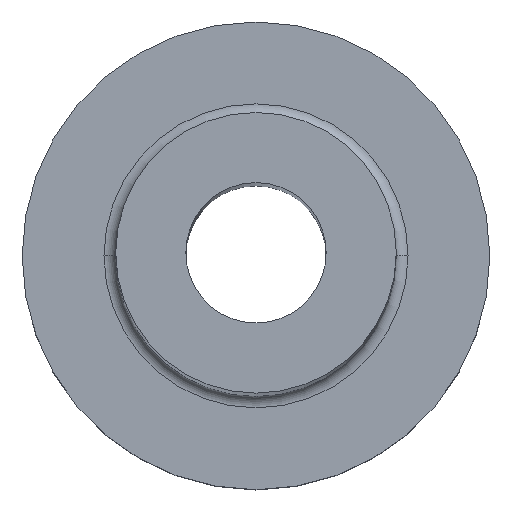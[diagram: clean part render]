
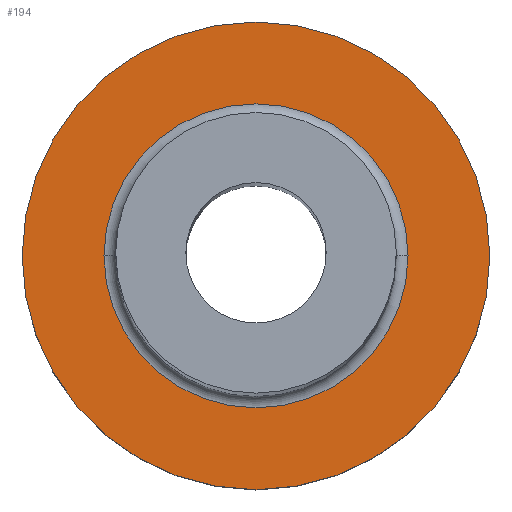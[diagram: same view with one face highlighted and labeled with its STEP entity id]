
A CAD part, top view. The second image highlights one B-rep face of the part: STEP entity #194.
In plain terms, the highlighted planar face has unit normal (0, 0, 1).
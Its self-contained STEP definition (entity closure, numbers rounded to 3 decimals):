
#1 = VERTEX_POINT ( 'NONE', #138 ) ;
#8 = FACE_OUTER_BOUND ( 'NONE', #381, .T. ) ;
#13 = AXIS2_PLACEMENT_3D ( 'NONE', #342, #110, #363 ) ;
#15 = CARTESIAN_POINT ( 'NONE',  ( 0., 0., 7. ) ) ;
#16 = VERTEX_POINT ( 'NONE', #113 ) ;
#60 = CIRCLE ( 'NONE', #161, 6.5 ) ;
#66 = VERTEX_POINT ( 'NONE', #373 ) ;
#85 = DIRECTION ( 'NONE',  ( 0., 0., 1. ) ) ;
#89 = CIRCLE ( 'NONE', #13, 10. ) ;
#98 = AXIS2_PLACEMENT_3D ( 'NONE', #250, #333, #195 ) ;
#110 = DIRECTION ( 'NONE',  ( 0., 0., 1. ) ) ;
#113 = CARTESIAN_POINT ( 'NONE',  ( -10., 0., 7. ) ) ;
#128 = CIRCLE ( 'NONE', #307, 6.5 ) ;
#132 = ORIENTED_EDGE ( 'NONE', *, *, #277, .T. ) ;
#136 = DIRECTION ( 'NONE',  ( 1., 0., 0. ) ) ;
#138 = CARTESIAN_POINT ( 'NONE',  ( 6.5, 0., 7. ) ) ;
#161 = AXIS2_PLACEMENT_3D ( 'NONE', #336, #258, #165 ) ;
#165 = DIRECTION ( 'NONE',  ( 1., 0., 0. ) ) ;
#170 = DIRECTION ( 'NONE',  ( 0., 0., -1. ) ) ;
#182 = ORIENTED_EDGE ( 'NONE', *, *, #266, .T. ) ;
#187 = CIRCLE ( 'NONE', #241, 10. ) ;
#194 = ADVANCED_FACE ( 'NONE', ( #327, #8 ), #228, .T. ) ;
#195 = DIRECTION ( 'NONE',  ( 1., 0., 0. ) ) ;
#206 = DIRECTION ( 'NONE',  ( 1., 0., 0. ) ) ;
#225 = EDGE_CURVE ( 'NONE', #16, #329, #187, .T. ) ;
#228 = PLANE ( 'NONE',  #98 ) ;
#241 = AXIS2_PLACEMENT_3D ( 'NONE', #15, #85, #206 ) ;
#250 = CARTESIAN_POINT ( 'NONE',  ( 0., 0., 7. ) ) ;
#258 = DIRECTION ( 'NONE',  ( 0., 0., -1. ) ) ;
#263 = ORIENTED_EDGE ( 'NONE', *, *, #335, .T. ) ;
#266 = EDGE_CURVE ( 'NONE', #329, #16, #89, .T. ) ;
#277 = EDGE_CURVE ( 'NONE', #1, #66, #60, .T. ) ;
#287 = CARTESIAN_POINT ( 'NONE',  ( 0., 0., 7. ) ) ;
#305 = EDGE_LOOP ( 'NONE', ( #132, #263 ) ) ;
#307 = AXIS2_PLACEMENT_3D ( 'NONE', #287, #170, #136 ) ;
#311 = CARTESIAN_POINT ( 'NONE',  ( 10., 0., 7. ) ) ;
#327 = FACE_BOUND ( 'NONE', #305, .T. ) ;
#329 = VERTEX_POINT ( 'NONE', #311 ) ;
#333 = DIRECTION ( 'NONE',  ( 0., 0., 1. ) ) ;
#335 = EDGE_CURVE ( 'NONE', #66, #1, #128, .T. ) ;
#336 = CARTESIAN_POINT ( 'NONE',  ( 0., 0., 7. ) ) ;
#342 = CARTESIAN_POINT ( 'NONE',  ( 0., 0., 7. ) ) ;
#361 = ORIENTED_EDGE ( 'NONE', *, *, #225, .T. ) ;
#363 = DIRECTION ( 'NONE',  ( 1., 0., 0. ) ) ;
#373 = CARTESIAN_POINT ( 'NONE',  ( -6.5, 0., 7. ) ) ;
#381 = EDGE_LOOP ( 'NONE', ( #361, #182 ) ) ;
